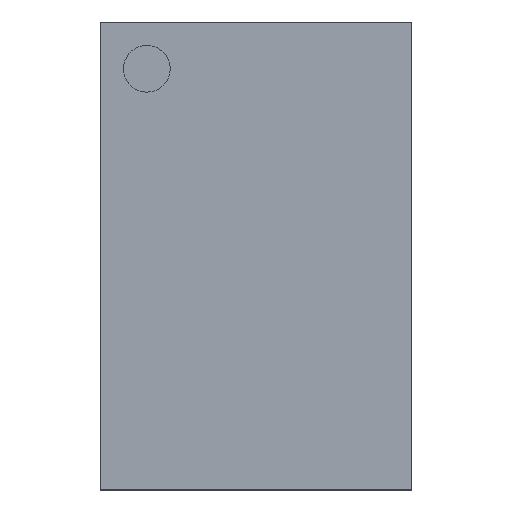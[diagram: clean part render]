
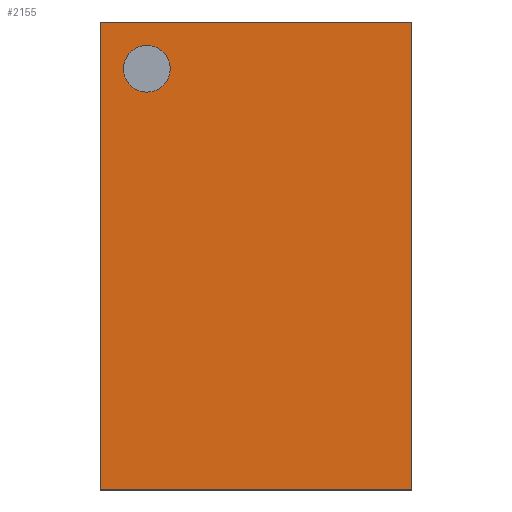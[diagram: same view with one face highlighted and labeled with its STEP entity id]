
A CAD part, top view. The second image highlights one B-rep face of the part: STEP entity #2155.
In plain terms, the highlighted planar face has unit normal (0, 0, 1).
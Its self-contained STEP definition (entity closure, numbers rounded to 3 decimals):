
#1990 = VERTEX_POINT('',#1991);
#1991 = CARTESIAN_POINT('',(-1.,1.5,0.85));
#1997 = EDGE_CURVE('',#1990,#1998,#2000,.T.);
#1998 = VERTEX_POINT('',#1999);
#1999 = CARTESIAN_POINT('',(1.,1.5,0.85));
#2000 = LINE('',#2001,#2002);
#2001 = CARTESIAN_POINT('',(-1.,1.5,0.85));
#2002 = VECTOR('',#2003,1.);
#2003 = DIRECTION('',(1.,0.,0.));
#2028 = EDGE_CURVE('',#1998,#2029,#2031,.T.);
#2029 = VERTEX_POINT('',#2030);
#2030 = CARTESIAN_POINT('',(1.,-1.5,0.85));
#2031 = LINE('',#2032,#2033);
#2032 = CARTESIAN_POINT('',(1.,1.5,0.85));
#2033 = VECTOR('',#2034,1.);
#2034 = DIRECTION('',(0.,-1.,0.));
#2059 = EDGE_CURVE('',#2029,#2060,#2062,.T.);
#2060 = VERTEX_POINT('',#2061);
#2061 = CARTESIAN_POINT('',(-1.,-1.5,0.85));
#2062 = LINE('',#2063,#2064);
#2063 = CARTESIAN_POINT('',(1.,-1.5,0.85));
#2064 = VECTOR('',#2065,1.);
#2065 = DIRECTION('',(-1.,0.,0.));
#2090 = EDGE_CURVE('',#2060,#1990,#2091,.T.);
#2091 = LINE('',#2092,#2093);
#2092 = CARTESIAN_POINT('',(-1.,-1.5,0.85));
#2093 = VECTOR('',#2094,1.);
#2094 = DIRECTION('',(0.,1.,0.));
#2121 = VERTEX_POINT('',#2122);
#2122 = CARTESIAN_POINT('',(-0.55,1.2,0.85));
#2128 = EDGE_CURVE('',#2121,#2121,#2129,.T.);
#2129 = CIRCLE('',#2130,0.15);
#2130 = AXIS2_PLACEMENT_3D('',#2131,#2132,#2133);
#2131 = CARTESIAN_POINT('',(-0.7,1.2,0.85));
#2132 = DIRECTION('',(0.,0.,1.));
#2133 = DIRECTION('',(1.,0.,0.));
#2155 = ADVANCED_FACE('',(#2156,#2162),#2165,.F.);
#2156 = FACE_BOUND('',#2157,.F.);
#2157 = EDGE_LOOP('',(#2158,#2159,#2160,#2161));
#2158 = ORIENTED_EDGE('',*,*,#1997,.T.);
#2159 = ORIENTED_EDGE('',*,*,#2028,.T.);
#2160 = ORIENTED_EDGE('',*,*,#2059,.T.);
#2161 = ORIENTED_EDGE('',*,*,#2090,.T.);
#2162 = FACE_BOUND('',#2163,.F.);
#2163 = EDGE_LOOP('',(#2164));
#2164 = ORIENTED_EDGE('',*,*,#2128,.T.);
#2165 = PLANE('',#2166);
#2166 = AXIS2_PLACEMENT_3D('',#2167,#2168,#2169);
#2167 = CARTESIAN_POINT('',(0.,0.,0.85));
#2168 = DIRECTION('',(-0.,-0.,-1.));
#2169 = DIRECTION('',(-1.,0.,0.));
